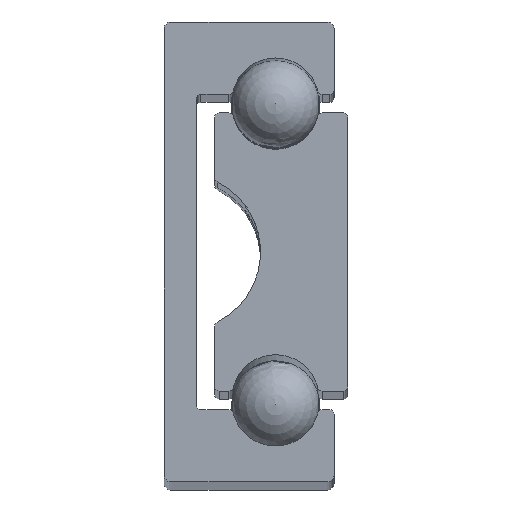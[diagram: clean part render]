
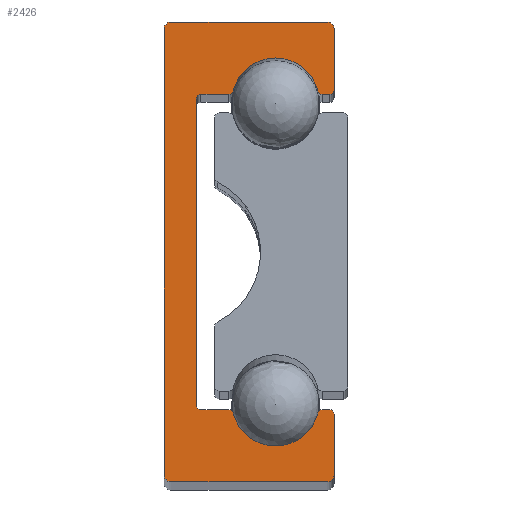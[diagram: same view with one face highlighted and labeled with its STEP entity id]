
A CAD part, top view. The second image highlights one B-rep face of the part: STEP entity #2426.
In plain terms, the highlighted planar face has unit normal (0, 0, 1).
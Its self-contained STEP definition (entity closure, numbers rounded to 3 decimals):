
#93=PLANE('',#2659);
#136=CIRCLE('',#2570,1.9);
#137=CIRCLE('',#2587,1.9);
#142=CIRCLE('',#2609,0.3);
#144=CIRCLE('',#2613,0.3);
#146=CIRCLE('',#2617,0.2);
#147=CIRCLE('',#2620,0.2);
#151=CIRCLE('',#2626,0.2);
#153=CIRCLE('',#2630,0.2);
#158=CIRCLE('',#2637,0.2);
#159=CIRCLE('',#2640,0.2);
#163=CIRCLE('',#2646,0.2);
#165=CIRCLE('',#2650,0.2);
#167=CIRCLE('',#2654,0.3);
#169=CIRCLE('',#2658,0.3);
#274=LINE('',#4245,#420);
#279=LINE('',#4259,#425);
#283=LINE('',#4271,#429);
#287=LINE('',#4283,#433);
#293=LINE('',#4601,#439);
#297=LINE('',#4619,#443);
#301=LINE('',#4631,#447);
#307=LINE('',#4949,#453);
#311=LINE('',#4961,#457);
#315=LINE('',#4973,#461);
#420=VECTOR('',#3039,1000.);
#425=VECTOR('',#3052,1000.);
#429=VECTOR('',#3064,1000.);
#433=VECTOR('',#3076,1000.);
#439=VECTOR('',#3100,1000.);
#443=VECTOR('',#3118,1000.);
#447=VECTOR('',#3130,1000.);
#453=VECTOR('',#3154,1000.);
#457=VECTOR('',#3166,1000.);
#461=VECTOR('',#3178,1000.);
#1014=ORIENTED_EDGE('',*,*,#1426,.T.);
#1015=ORIENTED_EDGE('',*,*,#1430,.T.);
#1016=ORIENTED_EDGE('',*,*,#1433,.T.);
#1017=ORIENTED_EDGE('',*,*,#1436,.T.);
#1018=ORIENTED_EDGE('',*,*,#1439,.T.);
#1019=ORIENTED_EDGE('',*,*,#1442,.T.);
#1020=ORIENTED_EDGE('',*,*,#1445,.T.);
#1021=ORIENTED_EDGE('',*,*,#1447,.T.);
#1022=ORIENTED_EDGE('',*,*,#1359,.F.);
#1023=ORIENTED_EDGE('',*,*,#1486,.T.);
#1024=ORIENTED_EDGE('',*,*,#1489,.T.);
#1025=ORIENTED_EDGE('',*,*,#1492,.F.);
#1026=ORIENTED_EDGE('',*,*,#1498,.T.);
#1027=ORIENTED_EDGE('',*,*,#1501,.F.);
#1028=ORIENTED_EDGE('',*,*,#1504,.T.);
#1029=ORIENTED_EDGE('',*,*,#1506,.T.);
#1030=ORIENTED_EDGE('',*,*,#1295,.F.);
#1031=ORIENTED_EDGE('',*,*,#1545,.T.);
#1032=ORIENTED_EDGE('',*,*,#1548,.T.);
#1033=ORIENTED_EDGE('',*,*,#1551,.T.);
#1034=ORIENTED_EDGE('',*,*,#1554,.T.);
#1035=ORIENTED_EDGE('',*,*,#1557,.T.);
#1036=ORIENTED_EDGE('',*,*,#1560,.T.);
#1037=ORIENTED_EDGE('',*,*,#1562,.T.);
#1295=EDGE_CURVE('',#1632,#1633,#136,.T.);
#1359=EDGE_CURVE('',#1696,#1697,#137,.T.);
#1426=EDGE_CURVE('',#1764,#1763,#274,.T.);
#1430=EDGE_CURVE('',#1763,#1766,#142,.T.);
#1433=EDGE_CURVE('',#1766,#1768,#279,.T.);
#1436=EDGE_CURVE('',#1768,#1770,#144,.T.);
#1439=EDGE_CURVE('',#1770,#1772,#283,.T.);
#1442=EDGE_CURVE('',#1772,#1774,#146,.T.);
#1445=EDGE_CURVE('',#1774,#1776,#287,.T.);
#1447=EDGE_CURVE('',#1776,#1697,#147,.T.);
#1486=EDGE_CURVE('',#1696,#1782,#151,.T.);
#1489=EDGE_CURVE('',#1782,#1784,#293,.T.);
#1492=EDGE_CURVE('',#1786,#1784,#153,.T.);
#1498=EDGE_CURVE('',#1786,#1791,#297,.T.);
#1501=EDGE_CURVE('',#1793,#1791,#158,.T.);
#1504=EDGE_CURVE('',#1793,#1795,#301,.T.);
#1506=EDGE_CURVE('',#1795,#1633,#159,.T.);
#1545=EDGE_CURVE('',#1632,#1801,#163,.T.);
#1548=EDGE_CURVE('',#1801,#1803,#307,.T.);
#1551=EDGE_CURVE('',#1803,#1805,#165,.T.);
#1554=EDGE_CURVE('',#1805,#1807,#311,.T.);
#1557=EDGE_CURVE('',#1807,#1809,#167,.T.);
#1560=EDGE_CURVE('',#1809,#1811,#315,.T.);
#1562=EDGE_CURVE('',#1811,#1764,#169,.T.);
#1632=VERTEX_POINT('',#3584);
#1633=VERTEX_POINT('',#3586);
#1696=VERTEX_POINT('',#3914);
#1697=VERTEX_POINT('',#3916);
#1763=VERTEX_POINT('',#4244);
#1764=VERTEX_POINT('',#4246);
#1766=VERTEX_POINT('',#4252);
#1768=VERTEX_POINT('',#4258);
#1770=VERTEX_POINT('',#4264);
#1772=VERTEX_POINT('',#4270);
#1774=VERTEX_POINT('',#4276);
#1776=VERTEX_POINT('',#4282);
#1782=VERTEX_POINT('',#4594);
#1784=VERTEX_POINT('',#4600);
#1786=VERTEX_POINT('',#4606);
#1791=VERTEX_POINT('',#4618);
#1793=VERTEX_POINT('',#4624);
#1795=VERTEX_POINT('',#4630);
#1801=VERTEX_POINT('',#4942);
#1803=VERTEX_POINT('',#4948);
#1805=VERTEX_POINT('',#4954);
#1807=VERTEX_POINT('',#4960);
#1809=VERTEX_POINT('',#4966);
#1811=VERTEX_POINT('',#4972);
#2072=EDGE_LOOP('',(#1014,#1015,#1016,#1017,#1018,#1019,#1020,#1021,#1022,
#1023,#1024,#1025,#1026,#1027,#1028,#1029,#1030,#1031,#1032,#1033,#1034,
#1035,#1036,#1037));
#2226=FACE_BOUND('',#2072,.T.);
#2426=ADVANCED_FACE('',(#2226),#93,.T.);
#2570=AXIS2_PLACEMENT_3D('',#3585,#2900,#2901);
#2587=AXIS2_PLACEMENT_3D('',#3915,#2966,#2967);
#2609=AXIS2_PLACEMENT_3D('',#4253,#3046,#3047);
#2613=AXIS2_PLACEMENT_3D('',#4265,#3058,#3059);
#2617=AXIS2_PLACEMENT_3D('',#4277,#3070,#3071);
#2620=AXIS2_PLACEMENT_3D('',#4294,#3079,#3080);
#2626=AXIS2_PLACEMENT_3D('',#4595,#3094,#3095);
#2630=AXIS2_PLACEMENT_3D('',#4607,#3106,#3107);
#2637=AXIS2_PLACEMENT_3D('',#4625,#3124,#3125);
#2640=AXIS2_PLACEMENT_3D('',#4642,#3133,#3134);
#2646=AXIS2_PLACEMENT_3D('',#4943,#3148,#3149);
#2650=AXIS2_PLACEMENT_3D('',#4955,#3160,#3161);
#2654=AXIS2_PLACEMENT_3D('',#4967,#3172,#3173);
#2658=AXIS2_PLACEMENT_3D('',#4976,#3183,#3184);
#2659=AXIS2_PLACEMENT_3D('',#4977,#3185,#3186);
#2900=DIRECTION('',(0.,0.,1.));
#2901=DIRECTION('',(1.,0.,0.));
#2966=DIRECTION('',(0.,0.,1.));
#2967=DIRECTION('',(1.,0.,0.));
#3039=DIRECTION('',(0.,-1.,0.));
#3046=DIRECTION('',(0.,0.,1.));
#3047=DIRECTION('',(1.,0.,0.));
#3052=DIRECTION('',(1.,0.,0.));
#3058=DIRECTION('',(0.,0.,1.));
#3059=DIRECTION('',(1.,0.,0.));
#3064=DIRECTION('',(0.,1.,0.));
#3070=DIRECTION('',(0.,0.,1.));
#3071=DIRECTION('',(1.,0.,0.));
#3076=DIRECTION('',(-1.,0.,0.));
#3079=DIRECTION('',(0.,0.,1.));
#3080=DIRECTION('',(1.,0.,0.));
#3094=DIRECTION('',(0.,0.,1.));
#3095=DIRECTION('',(1.,0.,0.));
#3100=DIRECTION('',(-1.,0.,0.));
#3106=DIRECTION('',(0.,0.,1.));
#3107=DIRECTION('',(1.,0.,0.));
#3118=DIRECTION('',(0.,1.,0.));
#3124=DIRECTION('',(0.,0.,1.));
#3125=DIRECTION('',(1.,0.,0.));
#3130=DIRECTION('',(1.,0.,0.));
#3133=DIRECTION('',(0.,0.,1.));
#3134=DIRECTION('',(1.,0.,0.));
#3148=DIRECTION('',(0.,0.,1.));
#3149=DIRECTION('',(1.,0.,0.));
#3154=DIRECTION('',(1.,0.,0.));
#3160=DIRECTION('',(0.,0.,1.));
#3161=DIRECTION('',(1.,0.,0.));
#3166=DIRECTION('',(0.,1.,0.));
#3172=DIRECTION('',(0.,0.,1.));
#3173=DIRECTION('',(1.,0.,0.));
#3178=DIRECTION('',(-1.,0.,0.));
#3183=DIRECTION('',(0.,0.,1.));
#3184=DIRECTION('',(1.,0.,0.));
#3185=DIRECTION('',(0.,0.,1.));
#3186=DIRECTION('',(1.,0.,0.));
#3584=CARTESIAN_POINT('',(-0.708,17.001,200.));
#3585=CARTESIAN_POINT('',(-2.55,16.535,200.));
#3586=CARTESIAN_POINT('',(-4.392,17.001,200.));
#3914=CARTESIAN_POINT('',(-4.392,2.999,200.));
#3915=CARTESIAN_POINT('',(-2.55,3.465,200.));
#3916=CARTESIAN_POINT('',(-0.708,2.999,200.));
#4244=CARTESIAN_POINT('',(-7.4,0.3,200.));
#4245=CARTESIAN_POINT('',(-7.4,19.7,200.));
#4246=CARTESIAN_POINT('',(-7.4,19.7,200.));
#4252=CARTESIAN_POINT('',(-7.1,0.,200.));
#4253=CARTESIAN_POINT('',(-7.1,0.3,200.));
#4258=CARTESIAN_POINT('',(-0.3,0.,200.));
#4259=CARTESIAN_POINT('',(-7.1,0.,200.));
#4264=CARTESIAN_POINT('',(0.,0.3,200.));
#4265=CARTESIAN_POINT('',(-0.3,0.3,200.));
#4270=CARTESIAN_POINT('',(0.,2.95,200.));
#4271=CARTESIAN_POINT('',(0.,0.3,200.));
#4276=CARTESIAN_POINT('',(-0.2,3.15,200.));
#4277=CARTESIAN_POINT('',(-0.2,2.95,200.));
#4282=CARTESIAN_POINT('',(-0.514,3.15,200.));
#4283=CARTESIAN_POINT('',(-0.2,3.15,200.));
#4294=CARTESIAN_POINT('',(-0.514,2.95,200.));
#4594=CARTESIAN_POINT('',(-4.586,3.15,200.));
#4595=CARTESIAN_POINT('',(-4.586,2.95,200.));
#4600=CARTESIAN_POINT('',(-5.8,3.15,200.));
#4601=CARTESIAN_POINT('',(-4.586,3.15,200.));
#4606=CARTESIAN_POINT('',(-6.,3.35,200.));
#4607=CARTESIAN_POINT('',(-5.8,3.35,200.));
#4618=CARTESIAN_POINT('',(-6.,16.65,200.));
#4619=CARTESIAN_POINT('',(-6.,3.35,200.));
#4624=CARTESIAN_POINT('',(-5.8,16.85,200.));
#4625=CARTESIAN_POINT('',(-5.8,16.65,200.));
#4630=CARTESIAN_POINT('',(-4.586,16.85,200.));
#4631=CARTESIAN_POINT('',(-5.8,16.85,200.));
#4642=CARTESIAN_POINT('',(-4.586,17.05,200.));
#4942=CARTESIAN_POINT('',(-0.514,16.85,200.));
#4943=CARTESIAN_POINT('',(-0.514,17.05,200.));
#4948=CARTESIAN_POINT('',(-0.2,16.85,200.));
#4949=CARTESIAN_POINT('',(-0.514,16.85,200.));
#4954=CARTESIAN_POINT('',(0.,17.05,200.));
#4955=CARTESIAN_POINT('',(-0.2,17.05,200.));
#4960=CARTESIAN_POINT('',(0.,19.7,200.));
#4961=CARTESIAN_POINT('',(0.,17.05,200.));
#4966=CARTESIAN_POINT('',(-0.3,20.,200.));
#4967=CARTESIAN_POINT('',(-0.3,19.7,200.));
#4972=CARTESIAN_POINT('',(-7.1,20.,200.));
#4973=CARTESIAN_POINT('',(-0.3,20.,200.));
#4976=CARTESIAN_POINT('',(-7.1,19.7,200.));
#4977=CARTESIAN_POINT('',(-7.1,0.3,200.));
